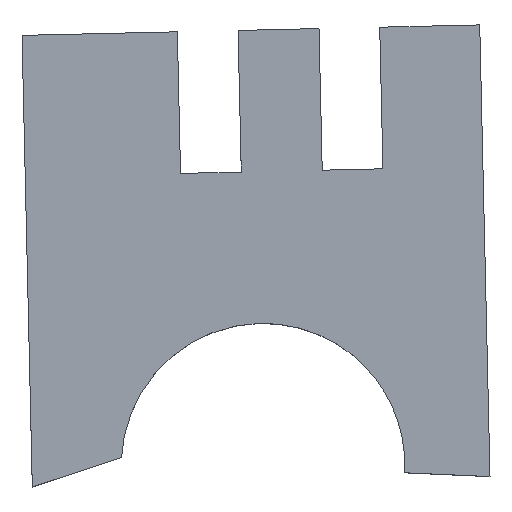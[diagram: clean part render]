
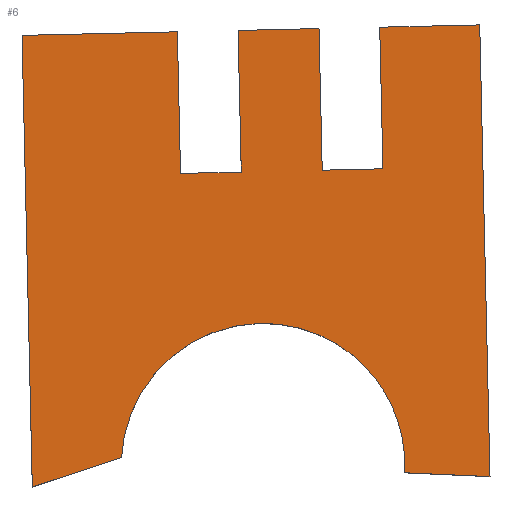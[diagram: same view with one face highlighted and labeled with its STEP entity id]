
A CAD part, top view. The second image highlights one B-rep face of the part: STEP entity #6.
In plain terms, the highlighted planar face has unit normal (0, 0, 1).
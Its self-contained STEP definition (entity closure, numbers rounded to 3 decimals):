
#1 = ORIENTED_EDGE ( 'NONE', *, *, #120, .T. ) ;
#6 = ADVANCED_FACE ( 'NONE', ( #220 ), #237, .F. ) ;
#18 = DIRECTION ( 'NONE',  ( 0.023, -1., 0. ) ) ;
#21 = VERTEX_POINT ( 'NONE', #96 ) ;
#35 = CARTESIAN_POINT ( 'NONE',  ( -274.478, 458.479, 0. ) ) ;
#37 = DIRECTION ( 'NONE',  ( -1., -0.023, 0. ) ) ;
#38 = VECTOR ( 'NONE', #37, 1000. ) ;
#46 = ORIENTED_EDGE ( 'NONE', *, *, #319, .T. ) ;
#47 = DIRECTION ( 'NONE',  ( 0.023, -1., 0. ) ) ;
#51 = EDGE_CURVE ( 'NONE', #154, #338, #470, .T. ) ;
#53 = CARTESIAN_POINT ( 'NONE',  ( -274.797, 472.469, 0. ) ) ;
#54 = CARTESIAN_POINT ( 'NONE',  ( -265.563, 443.643, 0. ) ) ;
#56 = DIRECTION ( 'NONE',  ( -0.023, 1., 0. ) ) ;
#57 = CARTESIAN_POINT ( 'NONE',  ( -289.125, 427.5, 0. ) ) ;
#58 = CARTESIAN_POINT ( 'NONE',  ( -260.481, 458.798, 0. ) ) ;
#62 = CARTESIAN_POINT ( 'NONE',  ( -254.483, 458.935, 0. ) ) ;
#67 = VECTOR ( 'NONE', #400, 1000. ) ;
#76 = DIRECTION ( 'NONE',  ( -0.023, 1., 0. ) ) ;
#80 = ORIENTED_EDGE ( 'NONE', *, *, #452, .T. ) ;
#85 = ORIENTED_EDGE ( 'NONE', *, *, #111, .T. ) ;
#90 = VECTOR ( 'NONE', #353, 1000. ) ;
#94 = CARTESIAN_POINT ( 'NONE',  ( -260.8, 472.788, 0. ) ) ;
#96 = CARTESIAN_POINT ( 'NONE',  ( -252.337, 428.905, 0. ) ) ;
#98 = CARTESIAN_POINT ( 'NONE',  ( -274.478, 458.479, 0. ) ) ;
#111 = EDGE_CURVE ( 'NONE', #367, #21, #346, .T. ) ;
#115 = LINE ( 'NONE', #318, #38 ) ;
#120 = EDGE_CURVE ( 'NONE', #461, #235, #115, .T. ) ;
#127 = VERTEX_POINT ( 'NONE', #401 ) ;
#130 = CARTESIAN_POINT ( 'NONE',  ( -290.142, 472.119, 0. ) ) ;
#143 = LINE ( 'NONE', #58, #410 ) ;
#146 = CARTESIAN_POINT ( 'NONE',  ( -260.481, 458.798, 0. ) ) ;
#147 = VECTOR ( 'NONE', #18, 1000. ) ;
#151 = CARTESIAN_POINT ( 'NONE',  ( -250.818, 456.864, 0. ) ) ;
#154 = VERTEX_POINT ( 'NONE', #35 ) ;
#161 = CARTESIAN_POINT ( 'NONE',  ( -268.479, 458.616, 0. ) ) ;
#163 = ORIENTED_EDGE ( 'NONE', *, *, #529, .T. ) ;
#166 = EDGE_CURVE ( 'NONE', #409, #330, #413, .T. ) ;
#172 = EDGE_LOOP ( 'NONE', ( #85, #371, #163, #1, #376, #354, #46, #481, #336, #259, #361, #393, #80, #327 ) ) ;
#186 = DIRECTION ( 'NONE',  ( -0.023, 1., 0. ) ) ;
#192 = LINE ( 'NONE', #229, #90 ) ;
#200 = VERTEX_POINT ( 'NONE', #94 ) ;
#220 = FACE_OUTER_BOUND ( 'NONE', #172, .T. ) ;
#229 = CARTESIAN_POINT ( 'NONE',  ( -252.337, 428.905, 0. ) ) ;
#232 = CARTESIAN_POINT ( 'NONE',  ( -290.142, 472.119, 0. ) ) ;
#235 = VERTEX_POINT ( 'NONE', #416 ) ;
#237 = PLANE ( 'NONE',  #480 ) ;
#241 = VECTOR ( 'NONE', #460, 1000. ) ;
#249 = VECTOR ( 'NONE', #186, 1000. ) ;
#250 = VECTOR ( 'NONE', #315, 1000. ) ;
#259 = ORIENTED_EDGE ( 'NONE', *, *, #522, .T. ) ;
#270 = CARTESIAN_POINT ( 'NONE',  ( -268.798, 472.606, 0. ) ) ;
#274 = CARTESIAN_POINT ( 'NONE',  ( -268.479, 458.616, 0. ) ) ;
#275 = DIRECTION ( 'NONE',  ( 0., 0., -1. ) ) ;
#277 = LINE ( 'NONE', #525, #357 ) ;
#287 = EDGE_CURVE ( 'NONE', #235, #409, #503, .T. ) ;
#293 = VERTEX_POINT ( 'NONE', #130 ) ;
#294 = CARTESIAN_POINT ( 'NONE',  ( -254.802, 472.925, 0. ) ) ;
#305 = DIRECTION ( 'NONE',  ( 0.949, 0.315, 0. ) ) ;
#307 = DIRECTION ( 'NONE',  ( 0.023, -1., 0. ) ) ;
#309 = LINE ( 'NONE', #388, #250 ) ;
#311 = EDGE_CURVE ( 'NONE', #417, #367, #425, .T. ) ;
#315 = DIRECTION ( 'NONE',  ( -1., -0.023, 0. ) ) ;
#318 = CARTESIAN_POINT ( 'NONE',  ( -244.922, 473.15, 0. ) ) ;
#319 = EDGE_CURVE ( 'NONE', #330, #200, #143, .T. ) ;
#324 = VECTOR ( 'NONE', #394, 1000. ) ;
#327 = ORIENTED_EDGE ( 'NONE', *, *, #311, .T. ) ;
#330 = VERTEX_POINT ( 'NONE', #146 ) ;
#336 = ORIENTED_EDGE ( 'NONE', *, *, #439, .T. ) ;
#338 = VERTEX_POINT ( 'NONE', #53 ) ;
#346 =( BOUNDED_CURVE ( )  B_SPLINE_CURVE ( 3, ( #526, #537, #151, #485 ),
 .UNSPECIFIED., .F., .T. ) 
 B_SPLINE_CURVE_WITH_KNOTS ( ( 4, 4 ),
 ( 0., 1. ),
 .UNSPECIFIED. ) 
 CURVE ( )  GEOMETRIC_REPRESENTATION_ITEM ( )  RATIONAL_B_SPLINE_CURVE ( ( 1., 0.333, 0.333, 1. ) ) 
 REPRESENTATION_ITEM ( '' )  );
#353 = DIRECTION ( 'NONE',  ( 0.999, -0.044, 0. ) ) ;
#354 = ORIENTED_EDGE ( 'NONE', *, *, #166, .T. ) ;
#355 = CARTESIAN_POINT ( 'NONE',  ( -289.125, 427.5, 0. ) ) ;
#357 = VECTOR ( 'NONE', #76, 1000. ) ;
#360 = EDGE_CURVE ( 'NONE', #200, #127, #309, .T. ) ;
#361 = ORIENTED_EDGE ( 'NONE', *, *, #51, .T. ) ;
#367 = VERTEX_POINT ( 'NONE', #476 ) ;
#371 = ORIENTED_EDGE ( 'NONE', *, *, #415, .T. ) ;
#372 = CARTESIAN_POINT ( 'NONE',  ( -244.922, 473.15, 0. ) ) ;
#376 = ORIENTED_EDGE ( 'NONE', *, *, #287, .T. ) ;
#384 = DIRECTION ( 'NONE',  ( -1., 0., 0. ) ) ;
#385 = VECTOR ( 'NONE', #307, 1000. ) ;
#388 = CARTESIAN_POINT ( 'NONE',  ( -260.8, 472.788, 0. ) ) ;
#389 = LINE ( 'NONE', #232, #147 ) ;
#390 = EDGE_CURVE ( 'NONE', #338, #293, #521, .T. ) ;
#393 = ORIENTED_EDGE ( 'NONE', *, *, #390, .T. ) ;
#394 = DIRECTION ( 'NONE',  ( -1., -0.023, 0. ) ) ;
#400 = DIRECTION ( 'NONE',  ( -1., -0.023, 0. ) ) ;
#401 = CARTESIAN_POINT ( 'NONE',  ( -268.798, 472.606, 0. ) ) ;
#409 = VERTEX_POINT ( 'NONE', #62 ) ;
#410 = VECTOR ( 'NONE', #56, 1000. ) ;
#413 = LINE ( 'NONE', #469, #241 ) ;
#415 = EDGE_CURVE ( 'NONE', #21, #530, #192, .T. ) ;
#416 = CARTESIAN_POINT ( 'NONE',  ( -254.802, 472.925, 0. ) ) ;
#417 = VERTEX_POINT ( 'NONE', #57 ) ;
#424 = VERTEX_POINT ( 'NONE', #274 ) ;
#425 = LINE ( 'NONE', #355, #446 ) ;
#439 = EDGE_CURVE ( 'NONE', #127, #424, #519, .T. ) ;
#443 = LINE ( 'NONE', #161, #67 ) ;
#446 = VECTOR ( 'NONE', #305, 1000. ) ;
#447 = CARTESIAN_POINT ( 'NONE',  ( -243.905, 428.531, 0. ) ) ;
#452 = EDGE_CURVE ( 'NONE', #293, #417, #389, .T. ) ;
#460 = DIRECTION ( 'NONE',  ( -1., -0.023, 0. ) ) ;
#461 = VERTEX_POINT ( 'NONE', #372 ) ;
#469 = CARTESIAN_POINT ( 'NONE',  ( -254.483, 458.935, 0. ) ) ;
#470 = LINE ( 'NONE', #98, #249 ) ;
#476 = CARTESIAN_POINT ( 'NONE',  ( -280.307, 430.422, 0. ) ) ;
#480 = AXIS2_PLACEMENT_3D ( 'NONE', #54, #275, #384 ) ;
#481 = ORIENTED_EDGE ( 'NONE', *, *, #360, .T. ) ;
#485 = CARTESIAN_POINT ( 'NONE',  ( -252.337, 428.905, 0. ) ) ;
#503 = LINE ( 'NONE', #294, #508 ) ;
#508 = VECTOR ( 'NONE', #47, 1000. ) ;
#515 = CARTESIAN_POINT ( 'NONE',  ( -274.797, 472.469, 0. ) ) ;
#519 = LINE ( 'NONE', #270, #385 ) ;
#521 = LINE ( 'NONE', #515, #324 ) ;
#522 = EDGE_CURVE ( 'NONE', #424, #154, #443, .T. ) ;
#525 = CARTESIAN_POINT ( 'NONE',  ( -243.905, 428.531, 0. ) ) ;
#526 = CARTESIAN_POINT ( 'NONE',  ( -280.307, 430.422, 0. ) ) ;
#529 = EDGE_CURVE ( 'NONE', #530, #461, #277, .T. ) ;
#530 = VERTEX_POINT ( 'NONE', #447 ) ;
#537 = CARTESIAN_POINT ( 'NONE',  ( -278.788, 458.381, 0. ) ) ;
